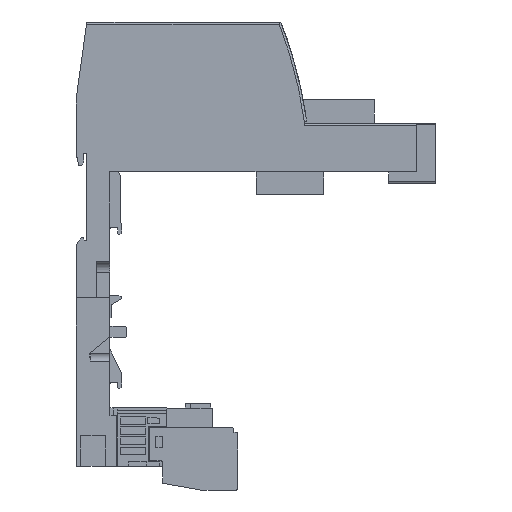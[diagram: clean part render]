
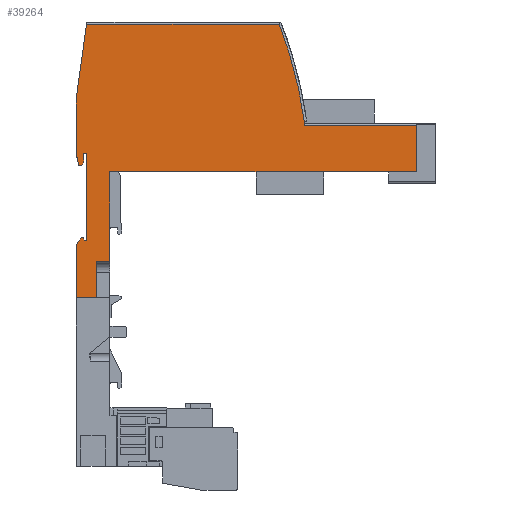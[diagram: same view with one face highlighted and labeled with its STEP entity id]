
A CAD part, left-side view. The second image highlights one B-rep face of the part: STEP entity #39264.
In plain terms, the highlighted planar face has unit normal (-1, 0, 0).
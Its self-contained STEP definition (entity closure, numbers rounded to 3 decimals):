
#14068=VERTEX_POINT('',#41855);
#14626=VERTEX_POINT('',#42465);
#14854=VERTEX_POINT('',#42714);
#15878=EDGE_CURVE('',#24888,#35534,#43855,.T.);
#16250=EDGE_CURVE('',#33142,#38472,#44265,.T.);
#16362=VERTEX_POINT('',#44384);
#17228=EDGE_CURVE('',#32328,#24888,#45331,.T.);
#17640=VERTEX_POINT('',#45786);
#18422=VERTEX_POINT('',#46628);
#18948=VERTEX_POINT('',#47220);
#19098=VERTEX_POINT('',#47382);
#20346=EDGE_CURVE('',#22186,#37642,#48751,.T.);
#20684=EDGE_CURVE('',#41288,#18422,#49111,.T.);
#21512=EDGE_CURVE('',#14626,#17640,#50027,.T.);
#22186=VERTEX_POINT('',#50765);
#22270=EDGE_CURVE('',#26956,#38672,#50855,.T.);
#22696=VERTEX_POINT('',#51315);
#23846=EDGE_CURVE('',#24628,#36454,#52582,.T.);
#23862=EDGE_CURVE('',#38472,#22186,#52598,.T.);
#23874=EDGE_CURVE('',#25998,#31436,#52612,.T.);
#24628=VERTEX_POINT('',#53443);
#24704=EDGE_CURVE('',#29368,#19098,#53526,.T.);
#24888=VERTEX_POINT('',#53729);
#25334=EDGE_CURVE('',#35534,#33142,#54217,.T.);
#25412=VERTEX_POINT('',#54301);
#25998=VERTEX_POINT('',#54941);
#26080=EDGE_CURVE('',#36454,#28492,#55033,.T.);
#26956=VERTEX_POINT('',#55979);
#27804=VERTEX_POINT('',#56902);
#28484=EDGE_CURVE('',#19098,#26956,#57646,.T.);
#28492=VERTEX_POINT('',#57654);
#28872=EDGE_CURVE('',#18422,#16362,#58090,.T.);
#29368=VERTEX_POINT('',#58635);
#29752=VERTEX_POINT('',#59047);
#29984=EDGE_CURVE('',#22696,#27804,#59317,.T.);
#30320=VERTEX_POINT('',#59677);
#30588=EDGE_CURVE('',#31436,#14626,#59962,.T.);
#31436=VERTEX_POINT('',#60879);
#31834=EDGE_CURVE('',#16362,#18948,#61308,.T.);
#32328=VERTEX_POINT('',#61852);
#32514=EDGE_CURVE('',#28492,#29368,#62056,.T.);
#33142=VERTEX_POINT('',#62746);
#33732=EDGE_CURVE('',#14068,#41288,#63389,.T.);
#33972=EDGE_CURVE('',#25412,#30320,#63648,.T.);
#34294=EDGE_CURVE('',#14854,#32328,#64038,.T.);
#34326=EDGE_CURVE('',#27804,#14854,#64074,.T.);
#34940=EDGE_CURVE('',#29752,#25412,#64803,.T.);
#35270=EDGE_CURVE('',#38672,#39236,#65161,.T.);
#35354=EDGE_CURVE('',#18948,#29752,#65253,.T.);
#35464=EDGE_CURVE('',#35706,#24628,#65372,.T.);
#35534=VERTEX_POINT('',#65448);
#35688=EDGE_CURVE('',#37642,#14068,#65612,.T.);
#35706=VERTEX_POINT('',#65631);
#36454=VERTEX_POINT('',#66462);
#37642=VERTEX_POINT('',#67762);
#38456=EDGE_CURVE('',#17640,#22696,#68653,.T.);
#38472=VERTEX_POINT('',#68669);
#38672=VERTEX_POINT('',#68885);
#39236=VERTEX_POINT('',#69493);
#39264=ADVANCED_FACE('',(#69526),#69527,.T.);
#39352=EDGE_CURVE('',#30320,#35706,#69626,.T.);
#39870=EDGE_CURVE('',#39236,#25998,#70190,.T.);
#41288=VERTEX_POINT('',#71721);
#41855=CARTESIAN_POINT('',(-92.5,-136.3,30.4));
#42465=CARTESIAN_POINT('',(-92.5,15.,-22.491));
#42714=CARTESIAN_POINT('',(-92.5,5.8,-29.9));
#43855=LINE('',#75253,#75254);
#44265=LINE('',#75879,#75880);
#44384=CARTESIAN_POINT('',(-92.5,-75.252,75.4));
#45331=LINE('',#77495,#77496);
#45786=CARTESIAN_POINT('',(-92.5,15.,-22.491));
#46628=CARTESIAN_POINT('',(-92.5,-86.45,31.875));
#47220=CARTESIAN_POINT('',(-92.5,10.3,75.4));
#47382=CARTESIAN_POINT('',(-92.5,11.842,18.));
#48751=LINE('',#82438,#82439);
#49111=LINE('',#82985,#82986);
#50027=LINE('',#84365,#84366);
#50765=CARTESIAN_POINT('',(-92.5,-94.9,9.805));
#50855=LINE('',#85548,#85549);
#51315=CARTESIAN_POINT('',(-92.5,15.,-46.195));
#52582=LINE('',#88106,#88107);
#52598=LINE('',#88130,#88131);
#52612=LINE('',#88150,#88151);
#53443=CARTESIAN_POINT('',(-92.5,12.842,12.7));
#53526=LINE('',#89460,#89461);
#53729=CARTESIAN_POINT('',(-92.5,0.0,9.805));
#54217=LINE('',#90452,#90453);
#54301=CARTESIAN_POINT('',(-92.5,15.,42.205));
#54941=CARTESIAN_POINT('',(-92.5,11.71,-19.495));
#55033=LINE('',#91621,#91622);
#55979=CARTESIAN_POINT('',(-92.5,10.4,18.));
#56902=CARTESIAN_POINT('',(-92.5,5.8,-46.195));
#57646=LINE('',#95378,#95379);
#57654=CARTESIAN_POINT('',(-92.5,11.642,15.2));
#58090=CIRCLE('',#96008,199.0);
#58635=CARTESIAN_POINT('',(-92.5,11.842,15.4));
#59047=CARTESIAN_POINT('',(-92.5,10.3,76.076));
#59317=LINE('',#97738,#97739);
#59677=CARTESIAN_POINT('',(-92.5,15.,17.986));
#59962=LINE('',#98778,#98779);
#60879=CARTESIAN_POINT('',(-92.5,12.66,-19.495));
#61308=LINE('',#100733,#100734);
#61852=CARTESIAN_POINT('',(-92.5,0.0,-29.9));
#62056=LINE('',#101834,#101835);
#62746=CARTESIAN_POINT('',(-92.5,-64.9,9.8));
#63389=LINE('',#103758,#103759);
#63648=LINE('',#104144,#104145);
#64038=LINE('',#104681,#104682);
#64074=LINE('',#104736,#104737);
#64803=LINE('',#105757,#105758);
#65161=LINE('',#106274,#106275);
#65253=LINE('',#106404,#106405);
#65372=LINE('',#106577,#106578);
#65448=CARTESIAN_POINT('',(-92.5,-64.9,9.805));
#65612=LINE('',#106909,#106910);
#65631=CARTESIAN_POINT('',(-92.5,13.842,12.7));
#66462=CARTESIAN_POINT('',(-92.5,11.642,13.9));
#67762=CARTESIAN_POINT('',(-92.5,-136.3,9.805));
#68653=LINE('',#111281,#111282);
#68669=CARTESIAN_POINT('',(-92.5,-94.9,9.8));
#68885=CARTESIAN_POINT('',(-92.5,10.4,-20.495));
#69493=CARTESIAN_POINT('',(-92.5,11.442,-20.495));
#69526=FACE_OUTER_BOUND('',#112570,.T.);
#69527=PLANE('',#112571);
#69626=LINE('',#112696,#112697);
#70190=LINE('',#113502,#113503);
#71721=CARTESIAN_POINT('',(-92.5,-86.45,30.4));
#75253=CARTESIAN_POINT('',(-92.5,0.0,9.805));
#75254=VECTOR('',#118811,1.0);
#75879=CARTESIAN_POINT('',(-92.5,-51.766,9.8));
#75880=VECTOR('',#119229,1.0);
#77495=CARTESIAN_POINT('',(-92.5,0.,-46.195));
#77496=VECTOR('',#120343,1.0);
#82438=CARTESIAN_POINT('',(-92.5,-94.9,9.805));
#82439=VECTOR('',#123940,1.0);
#82985=CARTESIAN_POINT('',(-92.5,-86.45,27.112));
#82986=VECTOR('',#124242,1.0);
#84365=CARTESIAN_POINT('',(-92.5,-10.766,-22.491));
#84366=VECTOR('',#125144,1.0);
#85548=CARTESIAN_POINT('',(-92.5,10.4,0.933));
#85549=VECTOR('',#126000,1.0);
#88106=CARTESIAN_POINT('',(-92.5,-4.267,29.809));
#88107=VECTOR('',#127699,1.0);
#88130=CARTESIAN_POINT('',(-92.5,-94.9,-0.195));
#88131=VECTOR('',#127703,1.0);
#88150=CARTESIAN_POINT('',(-92.5,-15.436,-19.495));
#88151=VECTOR('',#127722,1.0);
#89460=CARTESIAN_POINT('',(-92.5,11.842,20.181));
#89461=VECTOR('',#128716,1.0);
#90452=CARTESIAN_POINT('',(-92.5,-64.9,9.805));
#90453=VECTOR('',#129447,1.0);
#91621=CARTESIAN_POINT('',(-92.5,11.642,18.781));
#91622=VECTOR('',#130261,1.0);
#95378=CARTESIAN_POINT('',(-92.5,-16.566,18.));
#95379=VECTOR('',#132734,1.0);
#96008=AXIS2_PLACEMENT_3D('',#133382,#133383,#133384);
#97738=CARTESIAN_POINT('',(-92.5,15.,-46.195));
#97739=VECTOR('',#134594,1.0);
#98778=CARTESIAN_POINT('',(-92.5,-6.973,5.633));
#98779=VECTOR('',#135139,1.0);
#100733=CARTESIAN_POINT('',(-92.5,-63.0,75.4));
#100734=VECTOR('',#136331,1.0);
#101834=CARTESIAN_POINT('',(-92.5,-0.261,3.297));
#101835=VECTOR('',#137133,1.0);
#103758=CARTESIAN_POINT('',(-92.5,-111.375,30.4));
#103759=VECTOR('',#138408,1.0);
#104144=CARTESIAN_POINT('',(-92.5,15.,42.205));
#104145=VECTOR('',#138646,1.0);
#104681=CARTESIAN_POINT('',(-92.5,-21.766,-29.9));
#104682=VECTOR('',#139161,1.0);
#104736=CARTESIAN_POINT('',(-92.5,5.8,-9.222));
#104737=VECTOR('',#139205,1.0);
#105757=CARTESIAN_POINT('',(-92.5,10.254,76.405));
#105758=VECTOR('',#140305,1.0);
#106274=CARTESIAN_POINT('',(-92.5,-16.045,-20.495));
#106275=VECTOR('',#140637,1.0);
#106404=CARTESIAN_POINT('',(-92.5,10.3,49.612));
#106405=VECTOR('',#140725,1.0);
#106577=CARTESIAN_POINT('',(-92.5,-15.345,12.7));
#106578=VECTOR('',#140835,1.0);
#106909=CARTESIAN_POINT('',(-92.5,-136.3,9.805));
#106910=VECTOR('',#141019,1.0);
#111281=CARTESIAN_POINT('',(-92.5,15.,42.205));
#111282=VECTOR('',#144390,1.0);
#112570=EDGE_LOOP('',(#145209,#145210,#145211,#145212,#145213,#145214,#145215,#145216,#145217,#145218,#145219,#145220,#145221,#145222,#145223,#145224,#145225,#145226,#145227,#145228,#145229,#145230,#145231,#145232,#145233,#145234,#145235,#145236,#145237,#145238,#145239));
#112571=AXIS2_PLACEMENT_3D('',#145240,#145241,#145242);
#112696=CARTESIAN_POINT('',(-92.5,13.539,11.315));
#112697=VECTOR('',#145354,1.0);
#113502=CARTESIAN_POINT('',(-92.5,15.092,-6.874));
#113503=VECTOR('',#145906,1.0);
#118811=DIRECTION('',(0.0,-1.0,0.0));
#119229=DIRECTION('',(0.0,-1.0,0.0));
#120343=DIRECTION('',(0.0,0.,1.0));
#123940=DIRECTION('',(0.0,-1.0,0.0));
#124242=DIRECTION('',(0.0,0.0,1.0));
#125144=DIRECTION('',(0.0,1.0,0.0));
#126000=DIRECTION('',(0.0,0.0,-1.0));
#127699=DIRECTION('',(0.0,-0.707,0.707));
#127703=DIRECTION('',(0.0,0.0,1.0));
#127722=DIRECTION('',(0.0,1.0,0.0));
#128716=DIRECTION('',(0.0,0.0,1.0));
#129447=DIRECTION('',(0.0,0.0,-1.0));
#130261=DIRECTION('',(0.0,0.0,1.0));
#132734=DIRECTION('',(0.0,-1.0,0.0));
#133382=CARTESIAN_POINT('',(-92.5,110.64,4.37));
#133383=DIRECTION('',(-1.0,0.0,0.0));
#133384=DIRECTION('',(0.0,-0.991,0.135));
#134594=DIRECTION('',(0.0,-1.0,0.0));
#135139=DIRECTION('',(0.0,0.616,-0.788));
#136331=DIRECTION('',(0.0,1.0,0.0));
#137133=DIRECTION('',(0.0,0.707,0.707));
#138408=DIRECTION('',(0.0,1.0,0.0));
#138646=DIRECTION('',(0.0,0.0,-1.0));
#139161=DIRECTION('',(0.0,-1.0,0.0));
#139205=DIRECTION('',(0.0,0.0,1.0));
#140305=DIRECTION('',(0.0,0.137,-0.991));
#140637=DIRECTION('',(0.0,1.0,0.0));
#140725=DIRECTION('',(0.0,0.0,1.0));
#140835=DIRECTION('',(0.0,-1.0,0.0));
#141019=DIRECTION('',(0.0,0.0,1.0));
#144390=DIRECTION('',(0.0,0.0,-1.0));
#145209=ORIENTED_EDGE('',*,*,#16250,.T.);
#145210=ORIENTED_EDGE('',*,*,#23862,.T.);
#145211=ORIENTED_EDGE('',*,*,#20346,.T.);
#145212=ORIENTED_EDGE('',*,*,#35688,.T.);
#145213=ORIENTED_EDGE('',*,*,#33732,.T.);
#145214=ORIENTED_EDGE('',*,*,#20684,.T.);
#145215=ORIENTED_EDGE('',*,*,#28872,.T.);
#145216=ORIENTED_EDGE('',*,*,#31834,.T.);
#145217=ORIENTED_EDGE('',*,*,#35354,.T.);
#145218=ORIENTED_EDGE('',*,*,#34940,.T.);
#145219=ORIENTED_EDGE('',*,*,#33972,.T.);
#145220=ORIENTED_EDGE('',*,*,#39352,.T.);
#145221=ORIENTED_EDGE('',*,*,#35464,.T.);
#145222=ORIENTED_EDGE('',*,*,#23846,.T.);
#145223=ORIENTED_EDGE('',*,*,#26080,.T.);
#145224=ORIENTED_EDGE('',*,*,#32514,.T.);
#145225=ORIENTED_EDGE('',*,*,#24704,.T.);
#145226=ORIENTED_EDGE('',*,*,#28484,.T.);
#145227=ORIENTED_EDGE('',*,*,#22270,.T.);
#145228=ORIENTED_EDGE('',*,*,#35270,.T.);
#145229=ORIENTED_EDGE('',*,*,#39870,.T.);
#145230=ORIENTED_EDGE('',*,*,#23874,.T.);
#145231=ORIENTED_EDGE('',*,*,#30588,.T.);
#145232=ORIENTED_EDGE('',*,*,#21512,.T.);
#145233=ORIENTED_EDGE('',*,*,#38456,.T.);
#145234=ORIENTED_EDGE('',*,*,#29984,.T.);
#145235=ORIENTED_EDGE('',*,*,#34326,.T.);
#145236=ORIENTED_EDGE('',*,*,#34294,.T.);
#145237=ORIENTED_EDGE('',*,*,#17228,.T.);
#145238=ORIENTED_EDGE('',*,*,#15878,.T.);
#145239=ORIENTED_EDGE('',*,*,#25334,.T.);
#145240=CARTESIAN_POINT('',(-92.5,-43.532,22.362));
#145241=DIRECTION('',(-1.0,0.0,0.0));
#145242=DIRECTION('',(0.0,-1.0,0.0));
#145354=DIRECTION('',(0.0,-0.214,-0.977));
#145906=DIRECTION('',(0.0,0.259,0.966));
